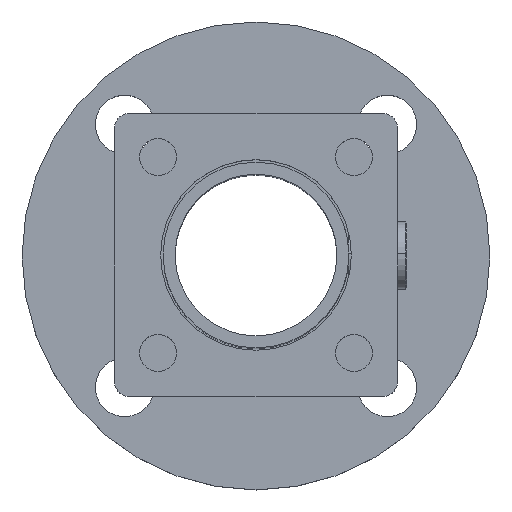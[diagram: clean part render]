
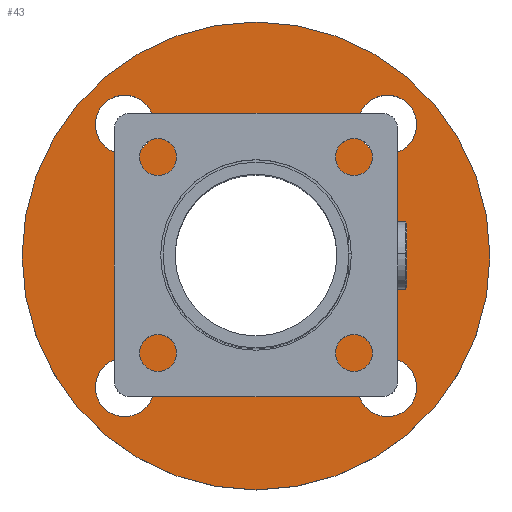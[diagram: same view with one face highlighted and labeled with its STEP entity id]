
A CAD part, top view. The second image highlights one B-rep face of the part: STEP entity #43.
In plain terms, the highlighted face is planar.
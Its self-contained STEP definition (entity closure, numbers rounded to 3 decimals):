
#13 = AXIS2_PLACEMENT_3D ( 'NONE', #1601, #2365, #1966 ) ;
#14 = EDGE_CURVE ( 'NONE', #2270, #1318, #1470, .T. ) ;
#42 = EDGE_CURVE ( 'NONE', #1538, #1959, #489, .T. ) ;
#43 = ADVANCED_FACE ( 'NONE', ( #1654, #1622, #1822, #875, #2397, #336 ), #1857, .F. ) ;
#48 = CARTESIAN_POINT ( 'NONE',  ( -33.124, 17.9, -42.674 ) ) ;
#74 = DIRECTION ( 'NONE',  ( 0., -1., 0. ) ) ;
#76 = EDGE_CURVE ( 'NONE', #631, #452, #1698, .T. ) ;
#90 = DIRECTION ( 'NONE',  ( 0., 0., 1. ) ) ;
#140 = CARTESIAN_POINT ( 'NONE',  ( -42.674, 17.9, 52.224 ) ) ;
#148 = CARTESIAN_POINT ( 'NONE',  ( -52.224, 17.9, -42.674 ) ) ;
#171 = AXIS2_PLACEMENT_3D ( 'NONE', #1890, #192, #726 ) ;
#187 = VERTEX_POINT ( 'NONE', #1904 ) ;
#192 = DIRECTION ( 'NONE',  ( 0., -1., 0. ) ) ;
#193 = ORIENTED_EDGE ( 'NONE', *, *, #42, .T. ) ;
#285 = CARTESIAN_POINT ( 'NONE',  ( 0., 17.9, 39. ) ) ;
#315 = CARTESIAN_POINT ( 'NONE',  ( -42.674, 17.9, 33.124 ) ) ;
#336 = FACE_OUTER_BOUND ( 'NONE', #2359, .T. ) ;
#343 = DIRECTION ( 'NONE',  ( 0., -1., 0. ) ) ;
#347 = DIRECTION ( 'NONE',  ( 0., 1., 0. ) ) ;
#398 = EDGE_CURVE ( 'NONE', #1573, #187, #2107, .T. ) ;
#410 = AXIS2_PLACEMENT_3D ( 'NONE', #1072, #2404, #1105 ) ;
#452 = VERTEX_POINT ( 'NONE', #1170 ) ;
#488 = DIRECTION ( 'NONE',  ( 0., 0., 1. ) ) ;
#489 = CIRCLE ( 'NONE', #410, 9.55 ) ;
#522 = CIRCLE ( 'NONE', #763, 9.55 ) ;
#523 = DIRECTION ( 'NONE',  ( 0., 0., -1. ) ) ;
#577 = ORIENTED_EDGE ( 'NONE', *, *, #398, .T. ) ;
#582 = DIRECTION ( 'NONE',  ( 0., -1., 0. ) ) ;
#610 = CIRCLE ( 'NONE', #171, 9.55 ) ;
#631 = VERTEX_POINT ( 'NONE', #1136 ) ;
#639 = EDGE_CURVE ( 'NONE', #187, #1573, #610, .T. ) ;
#651 = DIRECTION ( 'NONE',  ( 0., 1., 0. ) ) ;
#653 = AXIS2_PLACEMENT_3D ( 'NONE', #1417, #343, #488 ) ;
#677 = EDGE_CURVE ( 'NONE', #2256, #795, #1358, .T. ) ;
#698 = EDGE_LOOP ( 'NONE', ( #1285, #1050 ) ) ;
#711 = DIRECTION ( 'NONE',  ( 0., -1., 0. ) ) ;
#714 = ORIENTED_EDGE ( 'NONE', *, *, #14, .F. ) ;
#726 = DIRECTION ( 'NONE',  ( 1., 0., 0. ) ) ;
#728 = EDGE_LOOP ( 'NONE', ( #577, #997 ) ) ;
#748 = ORIENTED_EDGE ( 'NONE', *, *, #1404, .T. ) ;
#763 = AXIS2_PLACEMENT_3D ( 'NONE', #1537, #74, #832 ) ;
#784 = EDGE_CURVE ( 'NONE', #795, #2256, #522, .T. ) ;
#795 = VERTEX_POINT ( 'NONE', #48 ) ;
#810 = VERTEX_POINT ( 'NONE', #1341 ) ;
#820 = CIRCLE ( 'NONE', #2118, 9.55 ) ;
#832 = DIRECTION ( 'NONE',  ( -1., 0., 0. ) ) ;
#875 = FACE_BOUND ( 'NONE', #698, .T. ) ;
#887 = CARTESIAN_POINT ( 'NONE',  ( 0., 17.9, 0. ) ) ;
#916 = AXIS2_PLACEMENT_3D ( 'NONE', #1662, #582, #2420 ) ;
#946 = DIRECTION ( 'NONE',  ( -1., 0., 0. ) ) ;
#971 = CIRCLE ( 'NONE', #1636, 76. ) ;
#989 = EDGE_CURVE ( 'NONE', #1020, #810, #1312, .T. ) ;
#997 = ORIENTED_EDGE ( 'NONE', *, *, #639, .T. ) ;
#1020 = VERTEX_POINT ( 'NONE', #2384 ) ;
#1050 = ORIENTED_EDGE ( 'NONE', *, *, #2339, .T. ) ;
#1055 = DIRECTION ( 'NONE',  ( 0., -1., 0. ) ) ;
#1072 = CARTESIAN_POINT ( 'NONE',  ( -42.674, 17.9, 42.674 ) ) ;
#1074 = DIRECTION ( 'NONE',  ( 0., 0., 1. ) ) ;
#1077 = AXIS2_PLACEMENT_3D ( 'NONE', #1836, #347, #1095 ) ;
#1095 = DIRECTION ( 'NONE',  ( 0., 0., 1. ) ) ;
#1100 = DIRECTION ( 'NONE',  ( 0., -1., 0. ) ) ;
#1105 = DIRECTION ( 'NONE',  ( 0., 0., 1. ) ) ;
#1136 = CARTESIAN_POINT ( 'NONE',  ( 0., 17.9, 76. ) ) ;
#1170 = CARTESIAN_POINT ( 'NONE',  ( 0., 17.9, -76. ) ) ;
#1186 = CARTESIAN_POINT ( 'NONE',  ( 0., 17.9, 0. ) ) ;
#1246 = EDGE_LOOP ( 'NONE', ( #2099, #1893 ) ) ;
#1262 = CARTESIAN_POINT ( 'NONE',  ( 0., 17.9, 0. ) ) ;
#1284 = EDGE_CURVE ( 'NONE', #1318, #2270, #1592, .T. ) ;
#1285 = ORIENTED_EDGE ( 'NONE', *, *, #989, .T. ) ;
#1286 = CARTESIAN_POINT ( 'NONE',  ( -42.674, 17.9, -42.674 ) ) ;
#1312 = CIRCLE ( 'NONE', #13, 9.55 ) ;
#1318 = VERTEX_POINT ( 'NONE', #285 ) ;
#1341 = CARTESIAN_POINT ( 'NONE',  ( 42.674, 17.9, -33.124 ) ) ;
#1358 = CIRCLE ( 'NONE', #1989, 9.55 ) ;
#1397 = AXIS2_PLACEMENT_3D ( 'NONE', #1262, #1634, #1444 ) ;
#1404 = EDGE_CURVE ( 'NONE', #1959, #1538, #1913, .T. ) ;
#1417 = CARTESIAN_POINT ( 'NONE',  ( -42.674, 17.9, 42.674 ) ) ;
#1433 = DIRECTION ( 'NONE',  ( 0., 0., -1. ) ) ;
#1444 = DIRECTION ( 'NONE',  ( 0., 0., 1. ) ) ;
#1470 = CIRCLE ( 'NONE', #1397, 39. ) ;
#1489 = CARTESIAN_POINT ( 'NONE',  ( 0., 17.9, -76. ) ) ;
#1519 = EDGE_LOOP ( 'NONE', ( #2102, #714 ) ) ;
#1537 = CARTESIAN_POINT ( 'NONE',  ( -42.674, 17.9, -42.674 ) ) ;
#1538 = VERTEX_POINT ( 'NONE', #140 ) ;
#1573 = VERTEX_POINT ( 'NONE', #2226 ) ;
#1592 = CIRCLE ( 'NONE', #1956, 39. ) ;
#1601 = CARTESIAN_POINT ( 'NONE',  ( 42.674, 17.9, -42.674 ) ) ;
#1622 = FACE_BOUND ( 'NONE', #1648, .T. ) ;
#1634 = DIRECTION ( 'NONE',  ( 0., 1., 0. ) ) ;
#1636 = AXIS2_PLACEMENT_3D ( 'NONE', #887, #2169, #1074 ) ;
#1647 = CARTESIAN_POINT ( 'NONE',  ( 0., 17.9, -39. ) ) ;
#1648 = EDGE_LOOP ( 'NONE', ( #193, #748 ) ) ;
#1654 = FACE_BOUND ( 'NONE', #1246, .T. ) ;
#1662 = CARTESIAN_POINT ( 'NONE',  ( 42.674, 17.9, 42.674 ) ) ;
#1685 = ORIENTED_EDGE ( 'NONE', *, *, #76, .T. ) ;
#1698 = CIRCLE ( 'NONE', #1077, 76. ) ;
#1822 = FACE_BOUND ( 'NONE', #728, .T. ) ;
#1825 = AXIS2_PLACEMENT_3D ( 'NONE', #1489, #711, #523 ) ;
#1836 = CARTESIAN_POINT ( 'NONE',  ( 0., 17.9, 0. ) ) ;
#1857 = PLANE ( 'NONE',  #1825 ) ;
#1890 = CARTESIAN_POINT ( 'NONE',  ( 42.674, 17.9, 42.674 ) ) ;
#1893 = ORIENTED_EDGE ( 'NONE', *, *, #784, .T. ) ;
#1904 = CARTESIAN_POINT ( 'NONE',  ( 33.124, 17.9, 42.674 ) ) ;
#1913 = CIRCLE ( 'NONE', #653, 9.55 ) ;
#1956 = AXIS2_PLACEMENT_3D ( 'NONE', #1186, #651, #90 ) ;
#1959 = VERTEX_POINT ( 'NONE', #315 ) ;
#1966 = DIRECTION ( 'NONE',  ( 0., 0., -1. ) ) ;
#1989 = AXIS2_PLACEMENT_3D ( 'NONE', #1286, #1100, #946 ) ;
#2099 = ORIENTED_EDGE ( 'NONE', *, *, #677, .T. ) ;
#2102 = ORIENTED_EDGE ( 'NONE', *, *, #1284, .F. ) ;
#2107 = CIRCLE ( 'NONE', #916, 9.55 ) ;
#2118 = AXIS2_PLACEMENT_3D ( 'NONE', #2192, #1055, #1433 ) ;
#2169 = DIRECTION ( 'NONE',  ( 0., 1., 0. ) ) ;
#2192 = CARTESIAN_POINT ( 'NONE',  ( 42.674, 17.9, -42.674 ) ) ;
#2226 = CARTESIAN_POINT ( 'NONE',  ( 52.224, 17.9, 42.674 ) ) ;
#2256 = VERTEX_POINT ( 'NONE', #148 ) ;
#2270 = VERTEX_POINT ( 'NONE', #1647 ) ;
#2296 = ORIENTED_EDGE ( 'NONE', *, *, #2302, .T. ) ;
#2302 = EDGE_CURVE ( 'NONE', #452, #631, #971, .T. ) ;
#2339 = EDGE_CURVE ( 'NONE', #810, #1020, #820, .T. ) ;
#2359 = EDGE_LOOP ( 'NONE', ( #1685, #2296 ) ) ;
#2365 = DIRECTION ( 'NONE',  ( 0., -1., 0. ) ) ;
#2384 = CARTESIAN_POINT ( 'NONE',  ( 42.674, 17.9, -52.224 ) ) ;
#2397 = FACE_BOUND ( 'NONE', #1519, .T. ) ;
#2404 = DIRECTION ( 'NONE',  ( 0., -1., 0. ) ) ;
#2420 = DIRECTION ( 'NONE',  ( 1., 0., 0. ) ) ;
